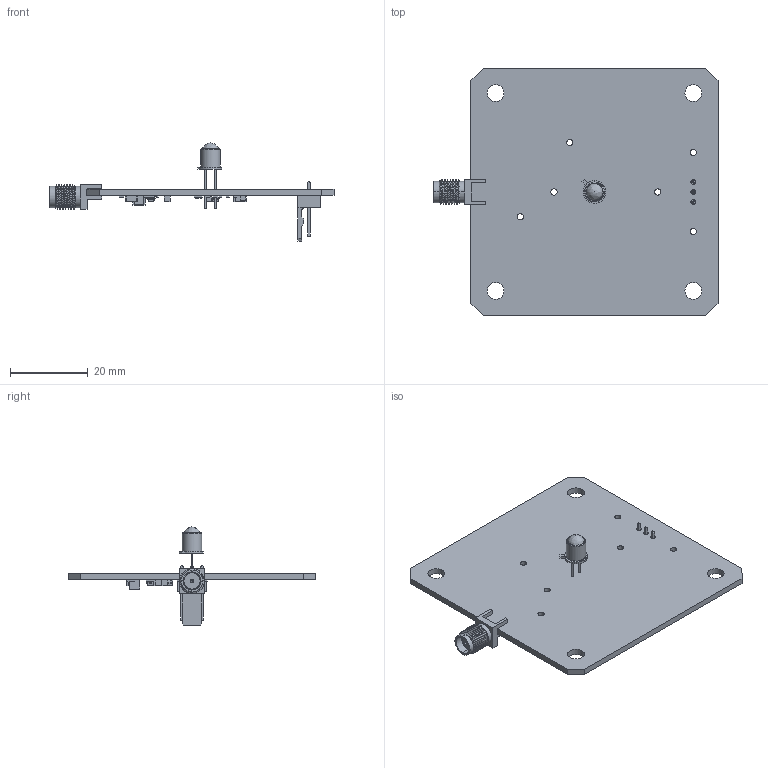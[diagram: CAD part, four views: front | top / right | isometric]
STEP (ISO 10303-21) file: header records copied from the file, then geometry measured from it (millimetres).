
FILE_DESCRIPTION(('KiCad electronic assembly'),'2;1');
FILE_NAME('ADA4610 Transimpedance Amplifier.step','2022-09-18T13:49:20', ('Pcbnew'),('Kicad'),'Open CASCADE STEP processor 7.6', 'KiCad to STEP converter','Unknown');
FILE_SCHEMA(('AUTOMOTIVE_DESIGN { 1 0 10303 214 1 1 1 1 }'));
Length unit declared in the file: millimetre
Products named in the file (22): ADA4610 Transimpedance Amplifier 1; TO-18-2_Lens; COMPOUND; R_0603_1608Metric; SOLID; SOT-23-5; C_1206_3216Metric; R_0805_2012Metric; CON-SMA-EDGE-S; C_1210_3225Metric; C_0603_1608Metric; C_0805_2012Metric; Molex_KK-254_AE-6410-03A_1x03_P2.54mm_Vertical; ADA4610 Transimpedance Amplifier PCB
Assembly tree (33 placements, depth 3):
  ADA4610 Transimpedance Amplifier 1
    TO-18-2_Lens
      COMPOUND
    R_0603_1608Metric  x6
      SOLID
    SOT-23-5  x2
      SOLID
    C_1206_3216Metric  x4
      SOLID
    R_0805_2012Metric  x4
      SOLID
    CON-SMA-EDGE-S
      COMPOUND
    C_1210_3225Metric
      SOLID
    C_0603_1608Metric
      SOLID
    C_0805_2012Metric
      SOLID
    Molex_KK-254_AE-6410-03A_1x03_P2.54mm_Vertical
      SOLID
    ADA4610 Transimpedance Amplifier PCB
Bounding box: 72.99 x 63.5 x 25.2 mm (x, y, z)
Volume: 6871.6 mm3; surface area: 10037.1 mm2
Topology: 26 solids, 26 shells, 889 faces, 2261 edges, 1450 vertices
Faces by surface type: bspline 864, cylinder 15, plane 10
Full cylindrical faces by diameter (mm): 0.7 x2, 1.19 x3, 1.6 x6, 4.3 x4
Entity records: 33530 total; most frequent: CARTESIAN_POINT 14194, B_SPLINE_CURVE_WITH_KNOTS 2976, ORIENTED_EDGE 2446, PCURVE 2446, DEFINITIONAL_REPRESENTATION 2446, EDGE_CURVE 1223, SURFACE_CURVE 1199, VERTEX_POINT 784
